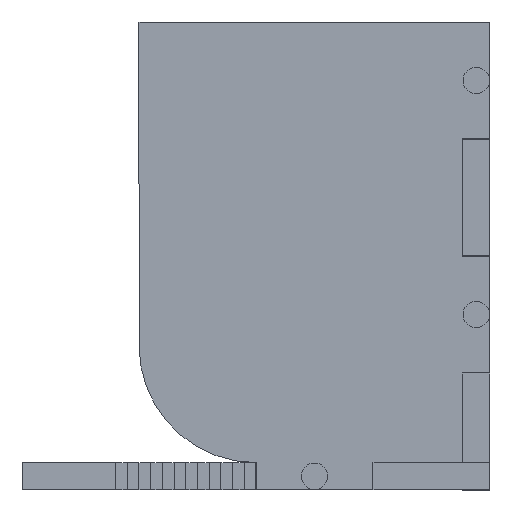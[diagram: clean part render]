
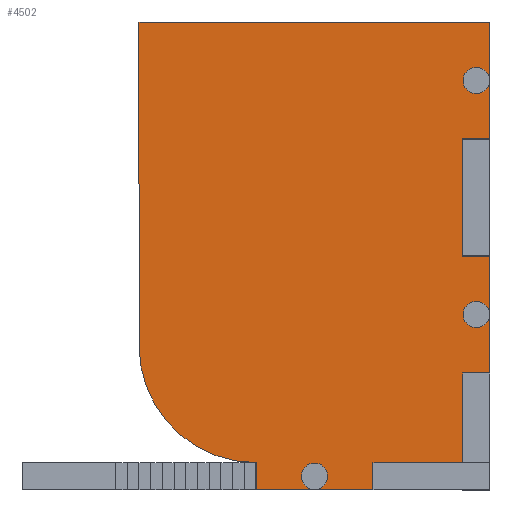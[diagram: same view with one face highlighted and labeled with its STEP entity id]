
A CAD part, left-side view. The second image highlights one B-rep face of the part: STEP entity #4502.
In plain terms, the highlighted planar face has unit normal (-1, 0, 0).
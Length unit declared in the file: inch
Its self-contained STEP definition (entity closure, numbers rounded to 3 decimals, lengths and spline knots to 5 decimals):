
#29=FACE_BOUND('',#390,.T.);
#30=FACE_BOUND('',#391,.T.);
#31=FACE_BOUND('',#392,.T.);
#71=CIRCLE('',#4753,0.0565);
#73=CIRCLE('',#4756,0.0565);
#75=CIRCLE('',#4759,0.0565);
#77=CIRCLE('',#4762,0.5);
#161=FACE_OUTER_BOUND('',#389,.T.);
#389=EDGE_LOOP('',(#3289,#3290,#3291,#3292,#3293,#3294,#3295,#3296,#3297,
#3298,#3299,#3300,#3301,#3302));
#390=EDGE_LOOP('',(#3303));
#391=EDGE_LOOP('',(#3304));
#392=EDGE_LOOP('',(#3305));
#761=LINE('',#6415,#1395);
#763=LINE('',#6420,#1397);
#766=LINE('',#6425,#1400);
#768=LINE('',#6429,#1402);
#770=LINE('',#6432,#1404);
#771=LINE('',#6434,#1405);
#772=LINE('',#6436,#1406);
#773=LINE('',#6438,#1407);
#774=LINE('',#6440,#1408);
#775=LINE('',#6442,#1409);
#776=LINE('',#6444,#1410);
#777=LINE('',#6446,#1411);
#778=LINE('',#6447,#1412);
#1395=VECTOR('',#5247,0.3937);
#1397=VECTOR('',#5251,0.3937);
#1400=VECTOR('',#5256,0.3937);
#1402=VECTOR('',#5260,0.3937);
#1404=VECTOR('',#5264,0.3937);
#1405=VECTOR('',#5265,0.3937);
#1406=VECTOR('',#5266,0.3937);
#1407=VECTOR('',#5267,0.3937);
#1408=VECTOR('',#5268,0.3937);
#1409=VECTOR('',#5269,0.3937);
#1410=VECTOR('',#5270,0.3937);
#1411=VECTOR('',#5271,0.3937);
#1412=VECTOR('',#5272,0.3937);
#1962=VERTEX_POINT('',#6364);
#1964=VERTEX_POINT('',#6369);
#1966=VERTEX_POINT('',#6374);
#1968=VERTEX_POINT('',#6379);
#1969=VERTEX_POINT('',#6380);
#1984=VERTEX_POINT('',#6414);
#1985=VERTEX_POINT('',#6418);
#1986=VERTEX_POINT('',#6419);
#1987=VERTEX_POINT('',#6424);
#1988=VERTEX_POINT('',#6428);
#1989=VERTEX_POINT('',#6433);
#1990=VERTEX_POINT('',#6435);
#1991=VERTEX_POINT('',#6437);
#1992=VERTEX_POINT('',#6439);
#1993=VERTEX_POINT('',#6441);
#1994=VERTEX_POINT('',#6443);
#1995=VERTEX_POINT('',#6445);
#2446=EDGE_CURVE('',#1962,#1962,#71,.T.);
#2448=EDGE_CURVE('',#1964,#1964,#73,.T.);
#2450=EDGE_CURVE('',#1966,#1966,#75,.T.);
#2452=EDGE_CURVE('',#1968,#1969,#77,.T.);
#2469=EDGE_CURVE('',#1984,#1969,#761,.T.);
#2471=EDGE_CURVE('',#1985,#1986,#763,.T.);
#2474=EDGE_CURVE('',#1986,#1987,#766,.T.);
#2476=EDGE_CURVE('',#1968,#1988,#768,.T.);
#2478=EDGE_CURVE('',#1988,#1985,#770,.T.);
#2479=EDGE_CURVE('',#1987,#1989,#771,.T.);
#2480=EDGE_CURVE('',#1989,#1990,#772,.T.);
#2481=EDGE_CURVE('',#1990,#1991,#773,.T.);
#2482=EDGE_CURVE('',#1991,#1992,#774,.T.);
#2483=EDGE_CURVE('',#1992,#1993,#775,.T.);
#2484=EDGE_CURVE('',#1993,#1994,#776,.T.);
#2485=EDGE_CURVE('',#1994,#1995,#777,.T.);
#2486=EDGE_CURVE('',#1995,#1984,#778,.T.);
#3289=ORIENTED_EDGE('',*,*,#2452,.F.);
#3290=ORIENTED_EDGE('',*,*,#2476,.T.);
#3291=ORIENTED_EDGE('',*,*,#2478,.T.);
#3292=ORIENTED_EDGE('',*,*,#2471,.T.);
#3293=ORIENTED_EDGE('',*,*,#2474,.T.);
#3294=ORIENTED_EDGE('',*,*,#2479,.T.);
#3295=ORIENTED_EDGE('',*,*,#2480,.T.);
#3296=ORIENTED_EDGE('',*,*,#2481,.T.);
#3297=ORIENTED_EDGE('',*,*,#2482,.T.);
#3298=ORIENTED_EDGE('',*,*,#2483,.T.);
#3299=ORIENTED_EDGE('',*,*,#2484,.T.);
#3300=ORIENTED_EDGE('',*,*,#2485,.T.);
#3301=ORIENTED_EDGE('',*,*,#2486,.T.);
#3302=ORIENTED_EDGE('',*,*,#2469,.T.);
#3303=ORIENTED_EDGE('',*,*,#2446,.T.);
#3304=ORIENTED_EDGE('',*,*,#2448,.T.);
#3305=ORIENTED_EDGE('',*,*,#2450,.T.);
#4281=PLANE('',#4769);
#4502=ADVANCED_FACE('',(#161,#29,#30,#31),#4281,.F.);
#4753=AXIS2_PLACEMENT_3D('',#6365,#5206,#5207);
#4756=AXIS2_PLACEMENT_3D('',#6370,#5212,#5213);
#4759=AXIS2_PLACEMENT_3D('',#6375,#5218,#5219);
#4762=AXIS2_PLACEMENT_3D('',#6381,#5224,#5225);
#4769=AXIS2_PLACEMENT_3D('',#6431,#5262,#5263);
#5206=DIRECTION('center_axis',(1.,0.,0.));
#5207=DIRECTION('ref_axis',(0.,0.,1.));
#5212=DIRECTION('center_axis',(1.,0.,0.));
#5213=DIRECTION('ref_axis',(0.,0.,1.));
#5218=DIRECTION('center_axis',(1.,0.,0.));
#5219=DIRECTION('ref_axis',(0.,0.,1.));
#5224=DIRECTION('center_axis',(1.,0.,0.));
#5225=DIRECTION('ref_axis',(0.,0.707,-0.707));
#5247=DIRECTION('',(0.,0.,-1.));
#5251=DIRECTION('',(0.,0.,1.));
#5256=DIRECTION('',(0.,-1.,0.));
#5260=DIRECTION('',(0.,0.,-1.));
#5262=DIRECTION('center_axis',(1.,0.,0.));
#5263=DIRECTION('ref_axis',(0.,0.,-1.));
#5264=DIRECTION('',(0.,-1.,0.));
#5265=DIRECTION('',(0.,0.,1.));
#5266=DIRECTION('',(0.,-1.,0.));
#5267=DIRECTION('',(0.,0.,1.));
#5268=DIRECTION('',(0.,1.,0.));
#5269=DIRECTION('',(0.,0.,1.));
#5270=DIRECTION('',(0.,-1.,0.));
#5271=DIRECTION('',(0.,0.,1.));
#5272=DIRECTION('',(0.,1.,0.));
#6364=CARTESIAN_POINT('',(0.,-0.6915,-0.3065));
#6365=CARTESIAN_POINT('Origin',(0.,-0.6915,-0.25));
#6369=CARTESIAN_POINT('',(0.,0.,-0.998));
#6370=CARTESIAN_POINT('Origin',(0.,0.,-0.9415));
#6374=CARTESIAN_POINT('',(0.,-0.6915,0.6935));
#6375=CARTESIAN_POINT('Origin',(0.,-0.6915,0.75));
#6379=CARTESIAN_POINT('',(0.,0.25,-0.883));
#6380=CARTESIAN_POINT('',(0.,0.75,-0.383));
#6381=CARTESIAN_POINT('Origin',(0.,0.25,-0.383));
#6414=CARTESIAN_POINT('',(0.,0.75,1.));
#6415=CARTESIAN_POINT('',(0.,0.75,1.));
#6418=CARTESIAN_POINT('',(0.,-0.25,-1.));
#6419=CARTESIAN_POINT('',(0.,-0.25,-0.883));
#6420=CARTESIAN_POINT('',(0.,-0.25,-0.4415));
#6424=CARTESIAN_POINT('',(0.,-0.633,-0.883));
#6425=CARTESIAN_POINT('',(0.,-0.375,-0.883));
#6428=CARTESIAN_POINT('',(0.,0.25,-1.));
#6429=CARTESIAN_POINT('',(0.,0.25,-0.5));
#6431=CARTESIAN_POINT('Origin',(0.,0.,0.));
#6432=CARTESIAN_POINT('',(0.,0.75,-1.));
#6433=CARTESIAN_POINT('',(0.,-0.633,-0.5));
#6434=CARTESIAN_POINT('',(0.,-0.633,-0.25));
#6435=CARTESIAN_POINT('',(0.,-0.75,-0.5));
#6436=CARTESIAN_POINT('',(0.,-0.375,-0.5));
#6437=CARTESIAN_POINT('',(0.,-0.75,0.));
#6438=CARTESIAN_POINT('',(0.,-0.75,-1.));
#6439=CARTESIAN_POINT('',(0.,-0.633,0.));
#6440=CARTESIAN_POINT('',(0.,-0.3165,0.));
#6441=CARTESIAN_POINT('',(0.,-0.633,0.5));
#6442=CARTESIAN_POINT('',(0.,-0.633,0.25));
#6443=CARTESIAN_POINT('',(0.,-0.75,0.5));
#6444=CARTESIAN_POINT('',(0.,-0.375,0.5));
#6445=CARTESIAN_POINT('',(0.,-0.75,1.));
#6446=CARTESIAN_POINT('',(0.,-0.75,-1.));
#6447=CARTESIAN_POINT('',(0.,-0.75,1.));
